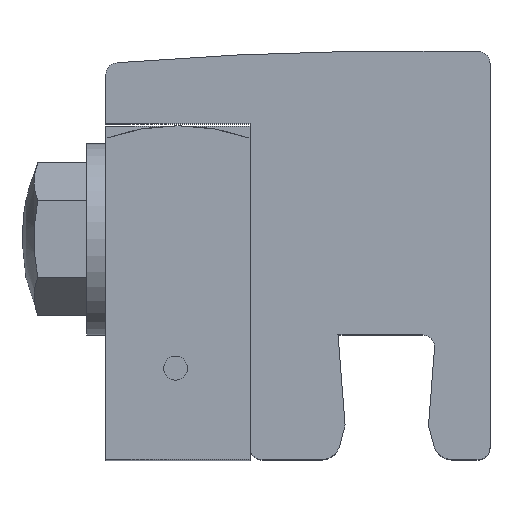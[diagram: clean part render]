
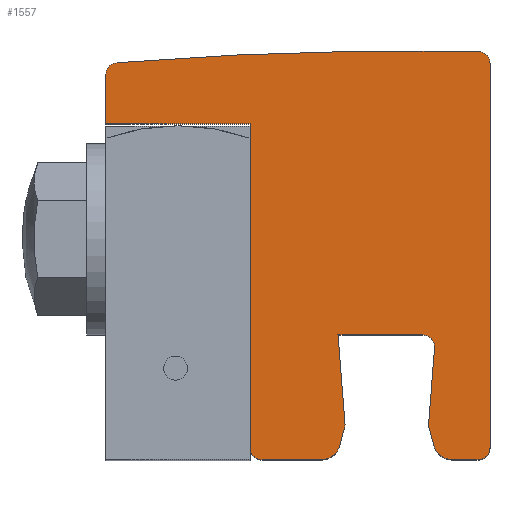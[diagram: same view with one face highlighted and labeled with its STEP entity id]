
A CAD part, top view. The second image highlights one B-rep face of the part: STEP entity #1557.
In plain terms, the highlighted face is planar.
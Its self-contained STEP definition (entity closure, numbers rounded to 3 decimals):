
#55=PLANE('',#1673);
#90=CIRCLE('',#1632,0.5);
#92=CIRCLE('',#1636,0.5);
#94=CIRCLE('',#1640,0.8);
#96=CIRCLE('',#1644,0.5);
#98=CIRCLE('',#1648,0.5);
#100=CIRCLE('',#1653,0.5);
#102=CIRCLE('',#1657,0.8);
#104=CIRCLE('',#1661,0.5);
#106=CIRCLE('',#1667,0.5);
#108=CIRCLE('',#1670,150.);
#354=ORIENTED_EDGE('',*,*,#489,.F.);
#355=ORIENTED_EDGE('',*,*,#549,.F.);
#356=ORIENTED_EDGE('',*,*,#546,.F.);
#357=ORIENTED_EDGE('',*,*,#543,.F.);
#358=ORIENTED_EDGE('',*,*,#540,.F.);
#359=ORIENTED_EDGE('',*,*,#537,.F.);
#360=ORIENTED_EDGE('',*,*,#428,.F.);
#361=ORIENTED_EDGE('',*,*,#535,.F.);
#362=ORIENTED_EDGE('',*,*,#532,.F.);
#363=ORIENTED_EDGE('',*,*,#529,.F.);
#364=ORIENTED_EDGE('',*,*,#526,.F.);
#365=ORIENTED_EDGE('',*,*,#523,.F.);
#366=ORIENTED_EDGE('',*,*,#520,.F.);
#367=ORIENTED_EDGE('',*,*,#517,.F.);
#368=ORIENTED_EDGE('',*,*,#514,.T.);
#369=ORIENTED_EDGE('',*,*,#511,.F.);
#370=ORIENTED_EDGE('',*,*,#508,.F.);
#371=ORIENTED_EDGE('',*,*,#505,.F.);
#372=ORIENTED_EDGE('',*,*,#502,.F.);
#373=ORIENTED_EDGE('',*,*,#499,.F.);
#374=ORIENTED_EDGE('',*,*,#496,.F.);
#375=ORIENTED_EDGE('',*,*,#493,.F.);
#428=EDGE_CURVE('',#579,#580,#680,.T.);
#489=EDGE_CURVE('',#621,#622,#90,.T.);
#493=EDGE_CURVE('',#622,#625,#721,.T.);
#496=EDGE_CURVE('',#625,#627,#92,.T.);
#499=EDGE_CURVE('',#627,#629,#725,.T.);
#502=EDGE_CURVE('',#629,#631,#94,.T.);
#505=EDGE_CURVE('',#631,#633,#729,.T.);
#508=EDGE_CURVE('',#633,#635,#96,.T.);
#511=EDGE_CURVE('',#635,#637,#733,.T.);
#514=EDGE_CURVE('',#639,#637,#98,.T.);
#517=EDGE_CURVE('',#639,#641,#737,.T.);
#520=EDGE_CURVE('',#641,#643,#740,.T.);
#523=EDGE_CURVE('',#643,#645,#100,.T.);
#526=EDGE_CURVE('',#645,#647,#744,.T.);
#529=EDGE_CURVE('',#647,#649,#102,.T.);
#532=EDGE_CURVE('',#649,#651,#748,.T.);
#535=EDGE_CURVE('',#651,#579,#104,.T.);
#537=EDGE_CURVE('',#580,#653,#751,.T.);
#540=EDGE_CURVE('',#653,#655,#754,.T.);
#543=EDGE_CURVE('',#655,#657,#757,.T.);
#546=EDGE_CURVE('',#657,#659,#106,.T.);
#549=EDGE_CURVE('',#659,#621,#108,.T.);
#579=VERTEX_POINT('',#2051);
#580=VERTEX_POINT('',#2053);
#621=VERTEX_POINT('',#2182);
#622=VERTEX_POINT('',#2183);
#625=VERTEX_POINT('',#2191);
#627=VERTEX_POINT('',#2197);
#629=VERTEX_POINT('',#2203);
#631=VERTEX_POINT('',#2209);
#633=VERTEX_POINT('',#2215);
#635=VERTEX_POINT('',#2221);
#637=VERTEX_POINT('',#2227);
#639=VERTEX_POINT('',#2233);
#641=VERTEX_POINT('',#2239);
#643=VERTEX_POINT('',#2245);
#645=VERTEX_POINT('',#2251);
#647=VERTEX_POINT('',#2257);
#649=VERTEX_POINT('',#2263);
#651=VERTEX_POINT('',#2269);
#653=VERTEX_POINT('',#2278);
#655=VERTEX_POINT('',#2284);
#657=VERTEX_POINT('',#2290);
#659=VERTEX_POINT('',#2296);
#680=LINE('',#2052,#777);
#721=LINE('',#2190,#818);
#725=LINE('',#2202,#822);
#729=LINE('',#2214,#826);
#733=LINE('',#2226,#830);
#737=LINE('',#2238,#834);
#740=LINE('',#2244,#837);
#744=LINE('',#2256,#841);
#748=LINE('',#2268,#845);
#751=LINE('',#2277,#848);
#754=LINE('',#2283,#851);
#757=LINE('',#2289,#854);
#777=VECTOR('',#1713,1000.);
#818=VECTOR('',#1858,1000.);
#822=VECTOR('',#1870,1000.);
#826=VECTOR('',#1882,1000.);
#830=VECTOR('',#1894,1000.);
#834=VECTOR('',#1906,1000.);
#837=VECTOR('',#1911,1000.);
#841=VECTOR('',#1923,1000.);
#845=VECTOR('',#1935,1000.);
#848=VECTOR('',#1946,1000.);
#851=VECTOR('',#1951,1000.);
#854=VECTOR('',#1956,1000.);
#931=EDGE_LOOP('',(#354,#355,#356,#357,#358,#359,#360,#361,#362,#363,#364,
#365,#366,#367,#368,#369,#370,#371,#372,#373,#374,#375));
#1010=FACE_BOUND('',#931,.T.);
#1557=ADVANCED_FACE('',(#1010),#55,.F.);
#1632=AXIS2_PLACEMENT_3D('',#2181,#1850,#1851);
#1636=AXIS2_PLACEMENT_3D('',#2196,#1863,#1864);
#1640=AXIS2_PLACEMENT_3D('',#2208,#1875,#1876);
#1644=AXIS2_PLACEMENT_3D('',#2220,#1887,#1888);
#1648=AXIS2_PLACEMENT_3D('',#2232,#1899,#1900);
#1653=AXIS2_PLACEMENT_3D('',#2250,#1916,#1917);
#1657=AXIS2_PLACEMENT_3D('',#2262,#1928,#1929);
#1661=AXIS2_PLACEMENT_3D('',#2274,#1940,#1941);
#1667=AXIS2_PLACEMENT_3D('',#2295,#1961,#1962);
#1670=AXIS2_PLACEMENT_3D('',#2301,#1968,#1969);
#1673=AXIS2_PLACEMENT_3D('',#2304,#1974,#1975);
#1713=DIRECTION('',(0.,1.,0.));
#1850=DIRECTION('',(1.,0.,0.));
#1851=DIRECTION('',(0.,0.,-1.));
#1858=DIRECTION('',(0.,-1.,0.));
#1863=DIRECTION('',(1.,0.,0.));
#1864=DIRECTION('',(0.,0.,-1.));
#1870=DIRECTION('',(0.,0.,-1.));
#1875=DIRECTION('',(1.,0.,0.));
#1876=DIRECTION('',(0.,0.,-1.));
#1882=DIRECTION('',(0.,0.966,-0.259));
#1887=DIRECTION('',(1.,0.,0.));
#1888=DIRECTION('',(0.,0.,-1.));
#1894=DIRECTION('',(0.,0.997,0.079));
#1899=DIRECTION('',(1.,0.,0.));
#1900=DIRECTION('',(0.,0.,-1.));
#1906=DIRECTION('',(0.,0.,-1.));
#1911=DIRECTION('',(0.,-0.997,0.079));
#1916=DIRECTION('',(1.,0.,0.));
#1917=DIRECTION('',(0.,0.,-1.));
#1923=DIRECTION('',(0.,-0.966,-0.259));
#1928=DIRECTION('',(1.,0.,0.));
#1929=DIRECTION('',(0.,0.,-1.));
#1935=DIRECTION('',(0.,0.,-1.));
#1940=DIRECTION('',(1.,0.,0.));
#1941=DIRECTION('',(0.,0.,-1.));
#1946=DIRECTION('',(0.,1.,0.));
#1951=DIRECTION('',(0.,0.,-1.));
#1956=DIRECTION('',(0.,1.,0.));
#1961=DIRECTION('',(1.,0.,0.));
#1962=DIRECTION('',(0.,0.,-1.));
#1968=DIRECTION('',(1.,0.,0.));
#1969=DIRECTION('',(0.,0.,-1.));
#1974=DIRECTION('',(1.,0.,0.));
#1975=DIRECTION('',(0.,0.,-1.));
#2051=CARTESIAN_POINT('',(-26.,-3.5,3.));
#2052=CARTESIAN_POINT('',(-26.,-3.5,3.));
#2053=CARTESIAN_POINT('',(-26.,9.385,3.));
#2181=CARTESIAN_POINT('',(-26.,12.51,12.5));
#2182=CARTESIAN_POINT('',(-26.,13.009,12.51));
#2183=CARTESIAN_POINT('',(-26.,12.51,13.));
#2190=CARTESIAN_POINT('',(-26.,12.51,13.));
#2191=CARTESIAN_POINT('',(-26.,-3.5,13.));
#2196=CARTESIAN_POINT('',(-26.,-3.5,12.5));
#2197=CARTESIAN_POINT('',(-26.,-4.,12.5));
#2202=CARTESIAN_POINT('',(-26.,-4.,12.5));
#2203=CARTESIAN_POINT('',(-26.,-4.,11.434));
#2208=CARTESIAN_POINT('',(-26.,-3.2,11.434));
#2209=CARTESIAN_POINT('',(-26.,-3.407,10.661));
#2214=CARTESIAN_POINT('',(-26.,-3.407,10.661));
#2215=CARTESIAN_POINT('',(-26.,-2.646,10.457));
#2220=CARTESIAN_POINT('',(-26.,-2.517,10.94));
#2221=CARTESIAN_POINT('',(-26.,-2.477,10.442));
#2226=CARTESIAN_POINT('',(-26.,-2.477,10.442));
#2227=CARTESIAN_POINT('',(-26.,0.66,10.692));
#2232=CARTESIAN_POINT('',(-26.,0.7,10.193));
#2233=CARTESIAN_POINT('',(-26.,1.2,10.193));
#2238=CARTESIAN_POINT('',(-26.,1.2,10.193));
#2239=CARTESIAN_POINT('',(-26.,1.2,6.666));
#2244=CARTESIAN_POINT('',(-26.,1.2,6.666));
#2245=CARTESIAN_POINT('',(-26.,-2.477,6.958));
#2250=CARTESIAN_POINT('',(-26.,-2.517,6.46));
#2251=CARTESIAN_POINT('',(-26.,-2.646,6.943));
#2256=CARTESIAN_POINT('',(-26.,-2.646,6.943));
#2257=CARTESIAN_POINT('',(-26.,-3.407,6.739));
#2262=CARTESIAN_POINT('',(-26.,-3.2,5.966));
#2263=CARTESIAN_POINT('',(-26.,-4.,5.966));
#2268=CARTESIAN_POINT('',(-26.,-4.,5.966));
#2269=CARTESIAN_POINT('',(-26.,-4.,3.5));
#2274=CARTESIAN_POINT('',(-26.,-3.5,3.5));
#2277=CARTESIAN_POINT('',(-26.,-3.5,3.));
#2278=CARTESIAN_POINT('',(-26.,10.,3.));
#2283=CARTESIAN_POINT('',(-26.,10.,3.));
#2284=CARTESIAN_POINT('',(-26.,10.,-3.));
#2289=CARTESIAN_POINT('',(-26.,10.,-3.));
#2290=CARTESIAN_POINT('',(-26.,12.044,-3.));
#2295=CARTESIAN_POINT('',(-26.,12.044,-2.5));
#2296=CARTESIAN_POINT('',(-26.,12.542,-2.541));
#2301=CARTESIAN_POINT('',(-26.,-136.963,9.636));
#2304=CARTESIAN_POINT('',(-26.,12.51,12.5));
